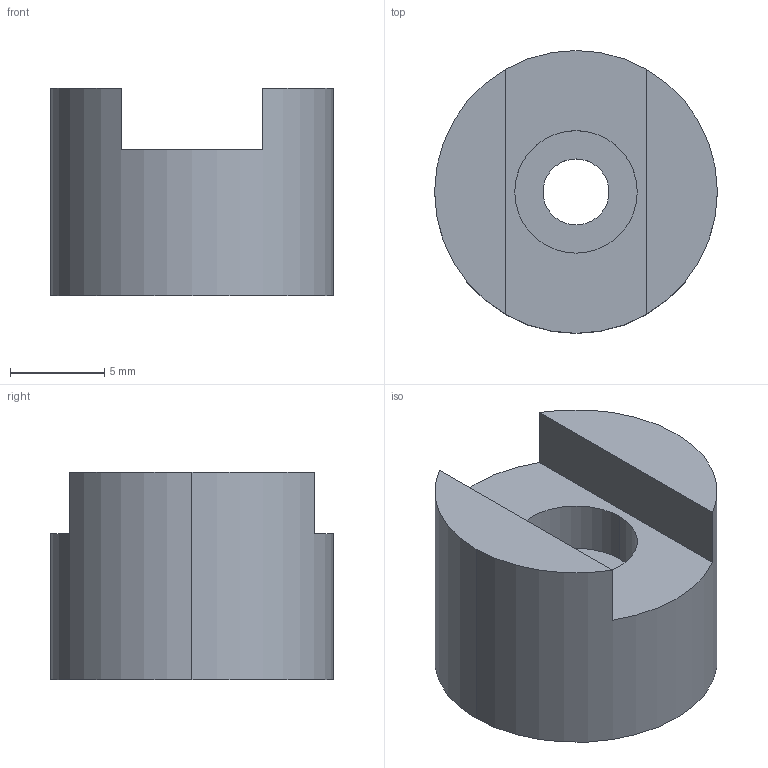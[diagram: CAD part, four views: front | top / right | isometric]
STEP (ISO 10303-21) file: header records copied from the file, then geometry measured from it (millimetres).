
FILE_DESCRIPTION (( 'STEP AP214' ), '1' );
FILE_NAME ('Pce_Oldham_Axe.STEP', '2020-04-06T21:44:53', ( '' ), ( '' ), 'SwSTEP 2.0', 'SolidWorks 2019', '' );
FILE_SCHEMA (( 'AUTOMOTIVE_DESIGN' ));
Length unit declared in the file: millimetre
Products named in the file (1): Pce_Oldham_Axe
Bounding box: 15 x 15 x 11 mm (x, y, z)
Volume: 1319.6 mm3; surface area: 1033.2 mm2
Topology: 1 solids, 1 shells, 38 faces, 82 edges, 48 vertices
Faces by surface type: plane 32, cylinder 6
Entity records: 1040 total; most frequent: DIRECTION 176, CARTESIAN_POINT 169, ORIENTED_EDGE 164, EDGE_CURVE 82, VECTOR 66, LINE 66, AXIS2_PLACEMENT_3D 55, VERTEX_POINT 48
